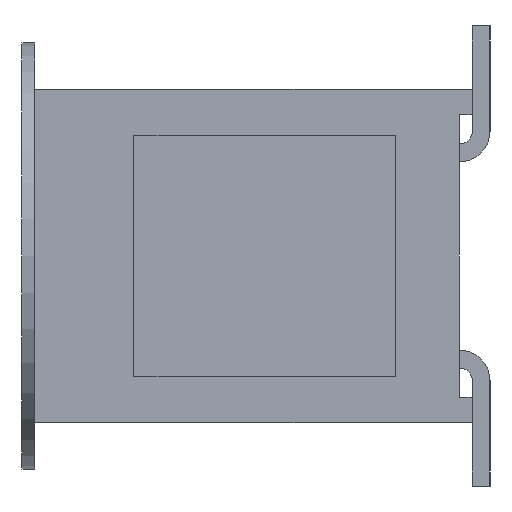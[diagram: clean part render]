
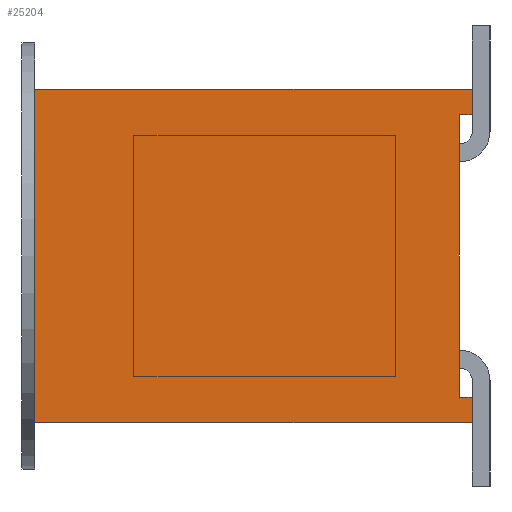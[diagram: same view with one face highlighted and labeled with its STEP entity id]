
A CAD part, left-side view. The second image highlights one B-rep face of the part: STEP entity #25204.
In plain terms, the highlighted planar face has unit normal (-1, 0, 0).
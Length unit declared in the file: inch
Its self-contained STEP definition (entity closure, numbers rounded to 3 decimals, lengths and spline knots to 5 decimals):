
#501=ORIENTED_EDGE('',*,*,#7849,.T.);
#502=ORIENTED_EDGE('',*,*,#7850,.T.);
#503=ORIENTED_EDGE('',*,*,#7851,.F.);
#504=ORIENTED_EDGE('',*,*,#7852,.F.);
#505=ORIENTED_EDGE('',*,*,#7853,.T.);
#506=ORIENTED_EDGE('',*,*,#7854,.T.);
#507=ORIENTED_EDGE('',*,*,#7855,.T.);
#508=ORIENTED_EDGE('',*,*,#7856,.T.);
#7849=EDGE_CURVE('',#11523,#11524,#13937,.T.);
#7850=EDGE_CURVE('',#11524,#11525,#13938,.T.);
#7851=EDGE_CURVE('',#11526,#11525,#13939,.T.);
#7852=EDGE_CURVE('',#11527,#11526,#13940,.T.);
#7853=EDGE_CURVE('',#11527,#11528,#13941,.T.);
#7854=EDGE_CURVE('',#11528,#11529,#13942,.T.);
#7855=EDGE_CURVE('',#11529,#11530,#13943,.T.);
#7856=EDGE_CURVE('',#11530,#11523,#13944,.T.);
#11523=VERTEX_POINT('',#34919);
#11524=VERTEX_POINT('',#34920);
#11525=VERTEX_POINT('',#34922);
#11526=VERTEX_POINT('',#34924);
#11527=VERTEX_POINT('',#34926);
#11528=VERTEX_POINT('',#34928);
#11529=VERTEX_POINT('',#34930);
#11530=VERTEX_POINT('',#34932);
#13937=LINE('',#34918,#17301);
#13938=LINE('',#34921,#17302);
#13939=LINE('',#34923,#17303);
#13940=LINE('',#34925,#17304);
#13941=LINE('',#34927,#17305);
#13942=LINE('',#34929,#17306);
#13943=LINE('',#34931,#17307);
#13944=LINE('',#34933,#17308);
#17301=VECTOR('',#28244,39.37008);
#17302=VECTOR('',#28245,39.37008);
#17303=VECTOR('',#28246,39.37008);
#17304=VECTOR('',#28247,39.37008);
#17305=VECTOR('',#28248,39.37008);
#17306=VECTOR('',#28249,39.37008);
#17307=VECTOR('',#28250,39.37008);
#17308=VECTOR('',#28251,39.37008);
#20665=EDGE_LOOP('',(#501,#502,#503,#504,#505,#506,#507,#508));
#22341=FACE_BOUND('',#20665,.T.);
#24017=PLANE('',#26585);
#25204=ADVANCED_FACE('',(#22341),#24017,.F.);
#26585=AXIS2_PLACEMENT_3D('',#34917,#28242,#28243);
#28242=DIRECTION('',(1.,0.,0.));
#28243=DIRECTION('',(0.,0.,-1.));
#28244=DIRECTION('',(0.,-1.,0.));
#28245=DIRECTION('',(0.,0.,1.));
#28246=DIRECTION('',(0.,-1.,0.));
#28247=DIRECTION('',(0.,0.,1.));
#28248=DIRECTION('',(0.,-1.,0.));
#28249=DIRECTION('',(0.,0.,1.));
#28250=DIRECTION('',(0.,1.,0.));
#28251=DIRECTION('',(0.,0.,1.));
#34917=CARTESIAN_POINT('',(-0.65225,0.172,-0.0655));
#34918=CARTESIAN_POINT('',(-0.65225,0.005,0.0555));
#34919=CARTESIAN_POINT('',(-0.65225,0.005,0.0555));
#34920=CARTESIAN_POINT('',(-0.65225,0.,0.0555));
#34921=CARTESIAN_POINT('',(-0.65225,0.,-0.0655));
#34922=CARTESIAN_POINT('',(-0.65225,0.,0.0655));
#34923=CARTESIAN_POINT('',(-0.65225,0.172,0.0655));
#34924=CARTESIAN_POINT('',(-0.65225,0.172,0.0655));
#34925=CARTESIAN_POINT('',(-0.65225,0.172,-0.0655));
#34926=CARTESIAN_POINT('',(-0.65225,0.172,-0.0655));
#34927=CARTESIAN_POINT('',(-0.65225,0.172,-0.0655));
#34928=CARTESIAN_POINT('',(-0.65225,0.,-0.0655));
#34929=CARTESIAN_POINT('',(-0.65225,0.,-0.0655));
#34930=CARTESIAN_POINT('',(-0.65225,0.,-0.0555));
#34931=CARTESIAN_POINT('',(-0.65225,0.,-0.0555));
#34932=CARTESIAN_POINT('',(-0.65225,0.005,-0.0555));
#34933=CARTESIAN_POINT('',(-0.65225,0.005,-0.0555));
